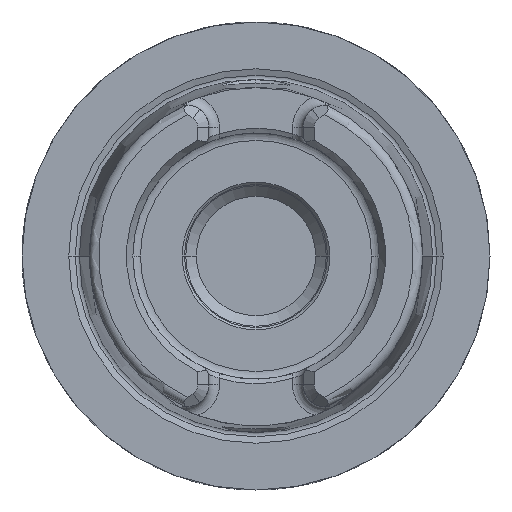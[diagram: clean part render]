
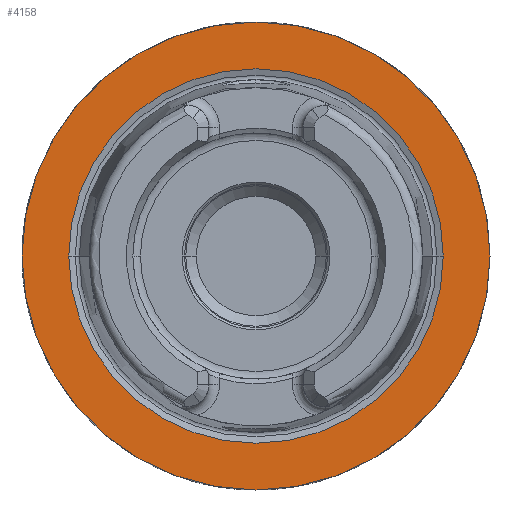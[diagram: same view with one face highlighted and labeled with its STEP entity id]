
A CAD part, left-side view. The second image highlights one B-rep face of the part: STEP entity #4158.
In plain terms, the highlighted planar face has unit normal (-1, 0, 0).
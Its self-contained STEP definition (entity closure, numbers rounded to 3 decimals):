
#848=CARTESIAN_POINT('',(0.,0.,0.));
#849=DIRECTION('',(1.,0.,0.));
#850=DIRECTION('',(0.,1.,0.));
#851=AXIS2_PLACEMENT_3D('',#848,#849,#850);
#853=CARTESIAN_POINT('',(0.,0.,0.));
#854=DIRECTION('',(-1.,0.,0.));
#855=DIRECTION('',(0.,1.,0.));
#856=AXIS2_PLACEMENT_3D('',#853,#854,#855);
#858=CARTESIAN_POINT('',(0.,0.,0.));
#859=DIRECTION('',(-1.,0.,0.));
#860=DIRECTION('',(0.,-1.,0.));
#861=AXIS2_PLACEMENT_3D('',#858,#859,#860);
#863=CARTESIAN_POINT('',(0.,0.,0.));
#864=DIRECTION('',(-1.,0.,0.));
#865=DIRECTION('',(0.,1.,0.));
#866=AXIS2_PLACEMENT_3D('',#863,#864,#865);
#2696=CARTESIAN_POINT('',(0.,-16.004,0.));
#2697=VERTEX_POINT('',#2696);
#2698=CARTESIAN_POINT('',(0.,16.004,0.));
#2699=VERTEX_POINT('',#2698);
#3046=CARTESIAN_POINT('',(0.,20.,0.));
#3047=CARTESIAN_POINT('',(0.,-20.,0.));
#3048=VERTEX_POINT('',#3046);
#3049=VERTEX_POINT('',#3047);
#4143=CARTESIAN_POINT('',(0.,0.,0.));
#4144=DIRECTION('',(1.,0.,0.));
#4145=DIRECTION('',(0.,-1.,0.));
#4146=AXIS2_PLACEMENT_3D('',#4143,#4144,#4145);
#4147=PLANE('',#4146);
#4149=ORIENTED_EDGE('',*,*,#4148,.T.);
#4151=ORIENTED_EDGE('',*,*,#4150,.F.);
#4152=EDGE_LOOP('',(#4149,#4151));
#4153=FACE_OUTER_BOUND('',#4152,.F.);
#4154=ORIENTED_EDGE('',*,*,#4138,.T.);
#4155=ORIENTED_EDGE('',*,*,#4122,.T.);
#4156=EDGE_LOOP('',(#4154,#4155));
#4157=FACE_BOUND('',#4156,.F.);
#4158=ADVANCED_FACE('',(#4153,#4157),#4147,.F.);
#852=CIRCLE('',#851,20.);
#857=CIRCLE('',#856,20.);
#862=CIRCLE('',#861,16.004);
#867=CIRCLE('',#866,16.004);
#4122=EDGE_CURVE('',#2699,#2697,#867,.T.);
#4138=EDGE_CURVE('',#2697,#2699,#862,.T.);
#4148=EDGE_CURVE('',#3048,#3049,#852,.T.);
#4150=EDGE_CURVE('',#3048,#3049,#857,.T.);
